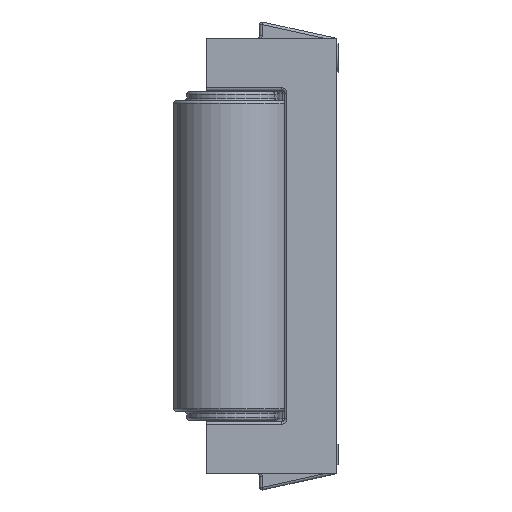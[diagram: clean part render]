
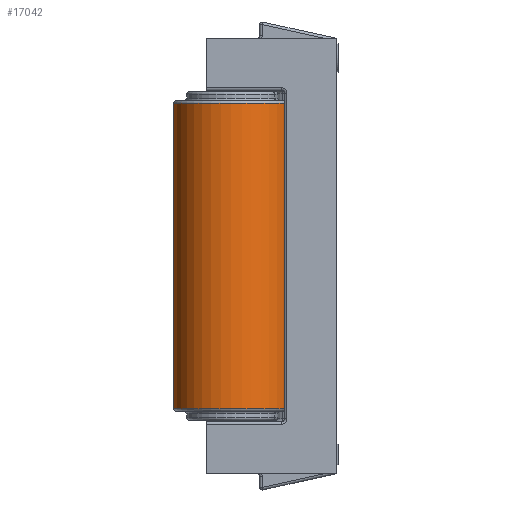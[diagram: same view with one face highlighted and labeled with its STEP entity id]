
A CAD part, left-side view. The second image highlights one B-rep face of the part: STEP entity #17042.
In plain terms, the highlighted cylindrical face has radius 4.5 mm (diameter 9 mm), a partial arc.
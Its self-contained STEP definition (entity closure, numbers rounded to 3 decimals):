
#118 = LINE ( 'NONE', #3803, #3879 ) ;
#1762 = LINE ( 'NONE', #6520, #18052 ) ;
#2201 = DIRECTION ( 'NONE',  ( 0., 0., -1. ) ) ;
#2496 = DIRECTION ( 'NONE',  ( 0., 0., -1. ) ) ;
#2761 = CIRCLE ( 'NONE', #19762, 4.5 ) ;
#3251 = ORIENTED_EDGE ( 'NONE', *, *, #9068, .T. ) ;
#3803 = CARTESIAN_POINT ( 'NONE',  ( -4.5, 0., 11.9 ) ) ;
#3879 = VECTOR ( 'NONE', #8713, 1000. ) ;
#4384 = AXIS2_PLACEMENT_3D ( 'NONE', #10301, #2201, #13581 ) ;
#5782 = DIRECTION ( 'NONE',  ( 0., 0., 1. ) ) ;
#6520 = CARTESIAN_POINT ( 'NONE',  ( 4.5, 0., 11.9 ) ) ;
#6847 = VERTEX_POINT ( 'NONE', #18094 ) ;
#6921 = VERTEX_POINT ( 'NONE', #17149 ) ;
#8246 = EDGE_CURVE ( 'NONE', #12690, #6847, #1762, .T. ) ;
#8684 = FACE_OUTER_BOUND ( 'NONE', #17257, .T. ) ;
#8713 = DIRECTION ( 'NONE',  ( 0., 0., -1. ) ) ;
#9068 = EDGE_CURVE ( 'NONE', #6921, #12690, #2761, .T. ) ;
#10301 = CARTESIAN_POINT ( 'NONE',  ( 0., 0., 11.9 ) ) ;
#10992 = EDGE_CURVE ( 'NONE', #6921, #11685, #118, .T. ) ;
#11685 = VERTEX_POINT ( 'NONE', #14050 ) ;
#12260 = CARTESIAN_POINT ( 'NONE',  ( 0., 0., 11.7 ) ) ;
#12690 = VERTEX_POINT ( 'NONE', #13284 ) ;
#12942 = ORIENTED_EDGE ( 'NONE', *, *, #14783, .T. ) ;
#13162 = DIRECTION ( 'NONE',  ( 0., 0., -1. ) ) ;
#13284 = CARTESIAN_POINT ( 'NONE',  ( 4.5, 0., 11.7 ) ) ;
#13493 = AXIS2_PLACEMENT_3D ( 'NONE', #15533, #5782, #17198 ) ;
#13581 = DIRECTION ( 'NONE',  ( -1., 0., 0. ) ) ;
#13892 = DIRECTION ( 'NONE',  ( 1., 0., 0. ) ) ;
#14050 = CARTESIAN_POINT ( 'NONE',  ( -4.5, 0., -11.7 ) ) ;
#14783 = EDGE_CURVE ( 'NONE', #6847, #11685, #18966, .T. ) ;
#14942 = ORIENTED_EDGE ( 'NONE', *, *, #8246, .T. ) ;
#14950 = ORIENTED_EDGE ( 'NONE', *, *, #10992, .F. ) ;
#15533 = CARTESIAN_POINT ( 'NONE',  ( 0., 0., -11.7 ) ) ;
#17042 = ADVANCED_FACE ( 'NONE', ( #8684 ), #20666, .T. ) ;
#17149 = CARTESIAN_POINT ( 'NONE',  ( -4.5, 0., 11.7 ) ) ;
#17198 = DIRECTION ( 'NONE',  ( 1., 0., 0. ) ) ;
#17257 = EDGE_LOOP ( 'NONE', ( #3251, #14942, #12942, #14950 ) ) ;
#18052 = VECTOR ( 'NONE', #13162, 1000. ) ;
#18094 = CARTESIAN_POINT ( 'NONE',  ( 4.5, 0., -11.7 ) ) ;
#18966 = CIRCLE ( 'NONE', #13493, 4.5 ) ;
#19762 = AXIS2_PLACEMENT_3D ( 'NONE', #12260, #2496, #13892 ) ;
#20666 = CYLINDRICAL_SURFACE ( 'NONE', #4384, 4.5 ) ;
